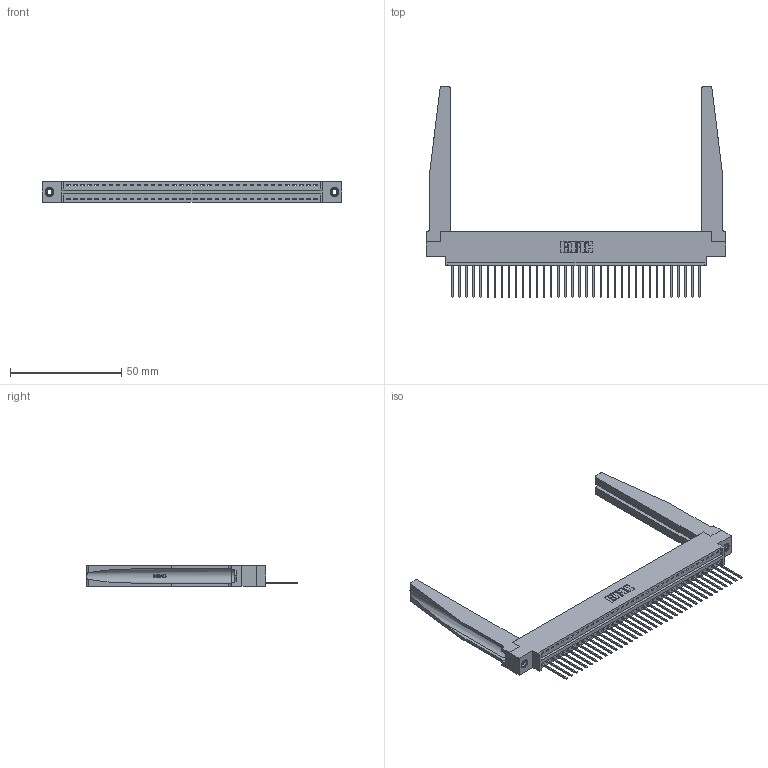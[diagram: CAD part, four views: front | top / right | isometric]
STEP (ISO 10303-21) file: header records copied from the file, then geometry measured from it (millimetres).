
FILE_DESCRIPTION (( 'STEP AP203' ), '1' );
FILE_NAME ('396-036-540-678.STEP', '2019-10-27T17:13:51', ( '' ), ( '' ), 'SwSTEP 2.0', 'SolidWorks 2016', '' );
FILE_SCHEMA (( 'CONFIG_CONTROL_DESIGN' ));
Length unit declared in the file: inch
Products named in the file (5): 396-036-540-678; 346-220-078_345-220-078; 346 Part_0.170 Offset - 0.156 Dia-TH; 345-292-001_345-293-140; 345-250-001_345-250-001-102
Assembly tree (41 placements, depth 2):
  396-036-540-678
    346 Part_0.170 Offset - 0.156 Dia-TH
    345-292-001_345-293-140  x36
    346-220-078_345-220-078  x2
    345-250-001_345-250-001-102  x2
Bounding box: 134.87 x 94.74 x 9.4 mm (x, y, z)
Volume: 19672.1 mm3; surface area: 22944 mm2
Topology: 41 solids, 41 shells, 2448 faces, 7285 edges, 4798 vertices
Faces by surface type: plane 1662, cylinder 734, bspline 36, cone 12, torus 4
Entity records: 28048 total; most frequent: CARTESIAN_POINT 5723, ORIENTED_EDGE 4582, DIRECTION 4041, EDGE_CURVE 2291, VECTOR 1921, LINE 1921, VERTEX_POINT 1520, AXIS2_PLACEMENT_3D 1060
